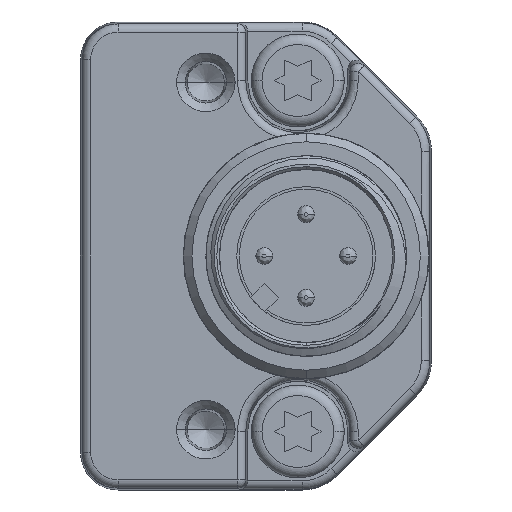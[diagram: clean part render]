
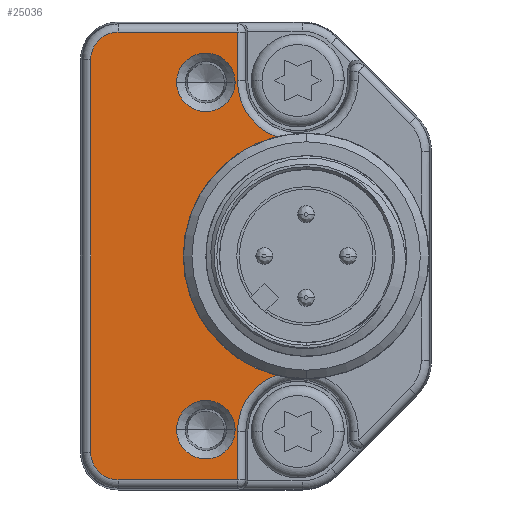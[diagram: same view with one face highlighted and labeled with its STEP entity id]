
A CAD part, left-side view. The second image highlights one B-rep face of the part: STEP entity #25036.
In plain terms, the highlighted planar face has unit normal (-1, 0, 0).
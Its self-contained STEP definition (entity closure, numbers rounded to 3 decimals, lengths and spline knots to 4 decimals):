
#217=CARTESIAN_POINT('',(-0.5118,0.315,
-0.4134));
#218=DIRECTION('',(1.,0.,0.));
#219=DIRECTION('',(0.,1.,0.));
#220=AXIS2_PLACEMENT_3D('',#217,#218,#219);
#222=DIRECTION('',(0.,0.,1.));
#223=VECTOR('',#222,0.1138);
#224=CARTESIAN_POINT('',(-0.5118,0.4572,
-0.5272));
#225=LINE('',#224,#223);
#226=DIRECTION('',(0.,-1.,0.));
#227=VECTOR('',#226,0.281);
#228=CARTESIAN_POINT('',(-0.5118,0.7382,
-0.5272));
#229=LINE('',#228,#227);
#230=CARTESIAN_POINT('',(-0.5118,0.7382,
-0.4626));
#231=DIRECTION('',(-1.,0.,0.));
#232=DIRECTION('',(0.,1.,0.));
#233=AXIS2_PLACEMENT_3D('',#230,#231,#232);
#235=DIRECTION('',(0.,0.,-1.));
#236=VECTOR('',#235,0.9252);
#237=CARTESIAN_POINT('',(-0.5118,0.8028,
0.4626));
#238=LINE('',#237,#236);
#239=CARTESIAN_POINT('',(-0.5118,0.7382,
0.4626));
#240=DIRECTION('',(-1.,0.,0.));
#241=DIRECTION('',(0.,0.,1.));
#242=AXIS2_PLACEMENT_3D('',#239,#240,#241);
#244=DIRECTION('',(0.,1.,0.));
#245=VECTOR('',#244,0.281);
#246=CARTESIAN_POINT('',(-0.5118,0.4572,
0.5272));
#247=LINE('',#246,#245);
#248=DIRECTION('',(0.,0.,1.));
#249=VECTOR('',#248,0.1138);
#250=CARTESIAN_POINT('',(-0.5118,0.4572,
0.4134));
#251=LINE('',#250,#249);
#252=CARTESIAN_POINT('',(-0.5118,0.315,
0.4134));
#253=DIRECTION('',(1.,0.,0.));
#254=DIRECTION('',(0.,0.359,-0.933));
#255=AXIS2_PLACEMENT_3D('',#252,#253,#254);
#257=CARTESIAN_POINT('',(-0.5118,0.2953,0.));
#258=DIRECTION('',(-1.,0.,0.));
#259=DIRECTION('',(0.,0.244,0.97));
#260=AXIS2_PLACEMENT_3D('',#257,#258,#259);
#262=CARTESIAN_POINT('',(-0.5118,0.5315,
-0.4091));
#263=DIRECTION('',(1.,0.,0.));
#264=DIRECTION('',(0.,1.,0.));
#265=AXIS2_PLACEMENT_3D('',#262,#263,#264);
#267=CARTESIAN_POINT('',(-0.5118,0.5315,
-0.4091));
#268=DIRECTION('',(1.,0.,0.));
#269=DIRECTION('',(0.,-1.,0.));
#270=AXIS2_PLACEMENT_3D('',#267,#268,#269);
#272=CARTESIAN_POINT('',(-0.5118,0.5315,
0.4091));
#273=DIRECTION('',(1.,0.,0.));
#274=DIRECTION('',(0.,1.,0.));
#275=AXIS2_PLACEMENT_3D('',#272,#273,#274);
#277=CARTESIAN_POINT('',(-0.5118,0.5315,
0.4091));
#278=DIRECTION('',(1.,0.,0.));
#279=DIRECTION('',(0.,-1.,0.));
#280=AXIS2_PLACEMENT_3D('',#277,#278,#279);
#21812=CARTESIAN_POINT('',(-0.5118,0.8028,
-0.4626));
#21813=CARTESIAN_POINT('',(-0.5118,0.7382,
-0.5272));
#21814=VERTEX_POINT('',#21812);
#21815=VERTEX_POINT('',#21813);
#21820=CARTESIAN_POINT('',(-0.5118,0.8028,
0.4626));
#21821=VERTEX_POINT('',#21820);
#21824=CARTESIAN_POINT('',(-0.5118,0.7382,
0.5272));
#21825=VERTEX_POINT('',#21824);
#21848=CARTESIAN_POINT('',(-0.5118,0.6004,
-0.4091));
#21849=CARTESIAN_POINT('',(-0.5118,0.4626,
-0.4091));
#21850=VERTEX_POINT('',#21848);
#21851=VERTEX_POINT('',#21849);
#21852=CARTESIAN_POINT('',(-0.5118,0.6004,
0.4091));
#21853=CARTESIAN_POINT('',(-0.5118,0.4626,
0.4091));
#21854=VERTEX_POINT('',#21852);
#21855=VERTEX_POINT('',#21853);
#21884=CARTESIAN_POINT('',(-0.5118,0.4572,
-0.4134));
#21885=CARTESIAN_POINT('',(-0.5118,0.366,
-0.2806));
#21886=VERTEX_POINT('',#21884);
#21887=VERTEX_POINT('',#21885);
#21888=CARTESIAN_POINT('',(-0.5118,0.4572,
-0.5272));
#21889=VERTEX_POINT('',#21888);
#21912=CARTESIAN_POINT('',(-0.5118,0.366,
0.2806));
#21913=CARTESIAN_POINT('',(-0.5118,0.4572,
0.4134));
#21914=VERTEX_POINT('',#21912);
#21915=VERTEX_POINT('',#21913);
#21916=CARTESIAN_POINT('',(-0.5118,0.4572,
0.5272));
#21917=VERTEX_POINT('',#21916);
#24998=CARTESIAN_POINT('',(-0.5118,0.,0.));
#24999=DIRECTION('',(-1.,0.,0.));
#25000=DIRECTION('',(0.,0.,1.));
#25001=AXIS2_PLACEMENT_3D('',#24998,#24999,#25000);
#25002=PLANE('',#25001);
#25004=ORIENTED_EDGE('',*,*,#25003,.F.);
#25006=ORIENTED_EDGE('',*,*,#25005,.F.);
#25008=ORIENTED_EDGE('',*,*,#25007,.F.);
#25010=ORIENTED_EDGE('',*,*,#25009,.F.);
#25011=ORIENTED_EDGE('',*,*,#24988,.F.);
#25013=ORIENTED_EDGE('',*,*,#25012,.F.);
#25015=ORIENTED_EDGE('',*,*,#25014,.F.);
#25017=ORIENTED_EDGE('',*,*,#25016,.F.);
#25019=ORIENTED_EDGE('',*,*,#25018,.F.);
#25021=ORIENTED_EDGE('',*,*,#25020,.T.);
#25022=EDGE_LOOP('',(#25004,#25006,#25008,#25010,#25011,#25013,#25015,#25017,
#25019,#25021));
#25023=FACE_OUTER_BOUND('',#25022,.F.);
#25025=ORIENTED_EDGE('',*,*,#25024,.F.);
#25027=ORIENTED_EDGE('',*,*,#25026,.F.);
#25028=EDGE_LOOP('',(#25025,#25027));
#25029=FACE_BOUND('',#25028,.F.);
#25031=ORIENTED_EDGE('',*,*,#25030,.F.);
#25033=ORIENTED_EDGE('',*,*,#25032,.F.);
#25034=EDGE_LOOP('',(#25031,#25033));
#25035=FACE_BOUND('',#25034,.F.);
#25036=ADVANCED_FACE('',(#25023,#25029,#25035),#25002,.T.);
#221=CIRCLE('',#220,0.1423);
#234=CIRCLE('',#233,0.0646);
#243=CIRCLE('',#242,0.0646);
#256=CIRCLE('',#255,0.1423);
#261=CIRCLE('',#260,0.2894);
#266=CIRCLE('',#265,0.0689);
#271=CIRCLE('',#270,0.0689);
#276=CIRCLE('',#275,0.0689);
#281=CIRCLE('',#280,0.0689);
#24988=EDGE_CURVE('',#21821,#21814,#238,.T.);
#25003=EDGE_CURVE('',#21886,#21887,#221,.T.);
#25005=EDGE_CURVE('',#21889,#21886,#225,.T.);
#25007=EDGE_CURVE('',#21815,#21889,#229,.T.);
#25009=EDGE_CURVE('',#21814,#21815,#234,.T.);
#25012=EDGE_CURVE('',#21825,#21821,#243,.T.);
#25014=EDGE_CURVE('',#21917,#21825,#247,.T.);
#25016=EDGE_CURVE('',#21915,#21917,#251,.T.);
#25018=EDGE_CURVE('',#21914,#21915,#256,.T.);
#25020=EDGE_CURVE('',#21914,#21887,#261,.T.);
#25024=EDGE_CURVE('',#21850,#21851,#266,.T.);
#25026=EDGE_CURVE('',#21851,#21850,#271,.T.);
#25030=EDGE_CURVE('',#21854,#21855,#276,.T.);
#25032=EDGE_CURVE('',#21855,#21854,#281,.T.);
